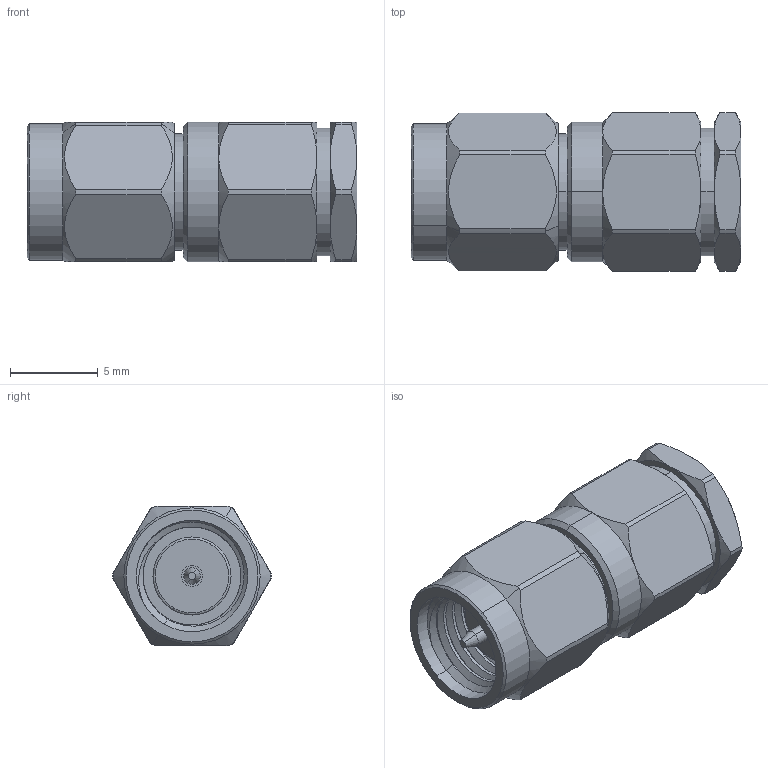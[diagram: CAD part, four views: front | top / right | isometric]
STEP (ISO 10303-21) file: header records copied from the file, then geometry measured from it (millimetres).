
FILE_DESCRIPTION (( 'STEP AP203' ), '1' );
FILE_NAME ('PE4026.step', '2019-03-25T17:14:22', ( '' ), ( '' ), 'SwSTEP 2.0', 'SolidWorks 2017', '' );
FILE_SCHEMA (( 'CONFIG_CONTROL_DESIGN' ));
Length unit declared in the file: inch
Products named in the file (1): PE4026
Bounding box: 18.8 x 9.03 x 7.94 mm (x, y, z)
Volume: 831.4 mm3; surface area: 868.3 mm2
Topology: 1 solids, 1 shells, 122 faces, 291 edges, 180 vertices
Faces by surface type: cylinder 49, cone 39, plane 29, bspline 5
Entity records: 5737 total; most frequent: CARTESIAN_POINT 2975, ORIENTED_EDGE 582, DIRECTION 541, EDGE_CURVE 291, AXIS2_PLACEMENT_3D 230, VERTEX_POINT 180, EDGE_LOOP 131, ADVANCED_FACE 122
